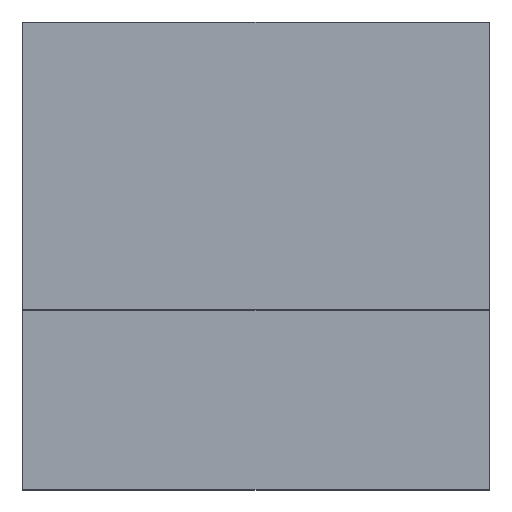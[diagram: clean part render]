
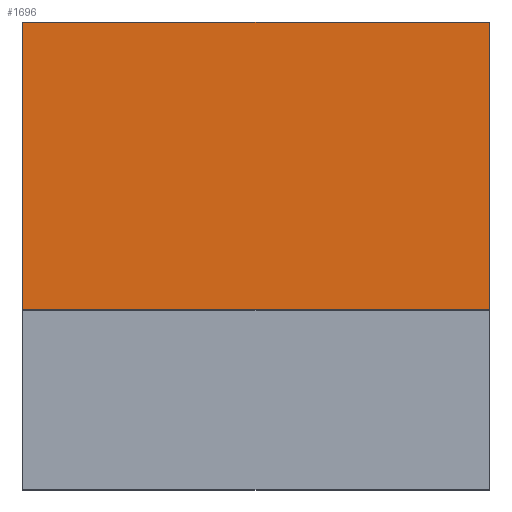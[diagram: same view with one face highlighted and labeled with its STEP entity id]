
A CAD part, top view. The second image highlights one B-rep face of the part: STEP entity #1696.
In plain terms, the highlighted planar face has unit normal (0, 0, 1).
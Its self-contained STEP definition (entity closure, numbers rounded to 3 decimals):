
#460=ORIENTED_EDGE('',*,*,#696,.F.);
#461=ORIENTED_EDGE('',*,*,#695,.T.);
#462=ORIENTED_EDGE('',*,*,#685,.T.);
#463=ORIENTED_EDGE('',*,*,#676,.T.);
#676=EDGE_CURVE('',#819,#817,#1034,.T.);
#685=EDGE_CURVE('',#826,#819,#1042,.T.);
#695=EDGE_CURVE('',#832,#826,#1049,.T.);
#696=EDGE_CURVE('',#832,#817,#1050,.T.);
#817=VERTEX_POINT('',#2666);
#819=VERTEX_POINT('',#2669);
#826=VERTEX_POINT('',#2687);
#832=VERTEX_POINT('',#2705);
#1034=LINE('',#2668,#1252);
#1042=LINE('',#2686,#1260);
#1049=LINE('',#2707,#1267);
#1050=LINE('',#2709,#1268);
#1252=VECTOR('',#2206,1000.);
#1260=VECTOR('',#2220,1000.);
#1267=VECTOR('',#2241,1000.);
#1268=VECTOR('',#2244,1000.);
#1379=EDGE_LOOP('',(#460,#461,#462,#463));
#1495=FACE_BOUND('',#1379,.T.);
#1596=PLANE('',#1816);
#1696=ADVANCED_FACE('',(#1495),#1596,.T.);
#1816=AXIS2_PLACEMENT_3D('',#2708,#2242,#2243);
#2206=DIRECTION('',(-1.,0.,0.));
#2220=DIRECTION('',(0.,1.,0.));
#2241=DIRECTION('',(1.,0.,0.));
#2242=DIRECTION('',(0.,0.,1.));
#2243=DIRECTION('',(1.,0.,0.));
#2244=DIRECTION('',(0.,1.,0.));
#2666=CARTESIAN_POINT('',(-1.5,6.5,20.));
#2668=CARTESIAN_POINT('',(6.5,6.5,20.));
#2669=CARTESIAN_POINT('',(6.5,6.5,20.));
#2686=CARTESIAN_POINT('',(6.5,-6.5,20.));
#2687=CARTESIAN_POINT('',(6.5,-6.5,20.));
#2705=CARTESIAN_POINT('',(-1.5,-6.5,20.));
#2707=CARTESIAN_POINT('',(-6.5,-6.5,20.));
#2708=CARTESIAN_POINT('',(-6.5,-6.5,20.));
#2709=CARTESIAN_POINT('',(-1.5,-6.5,20.));
